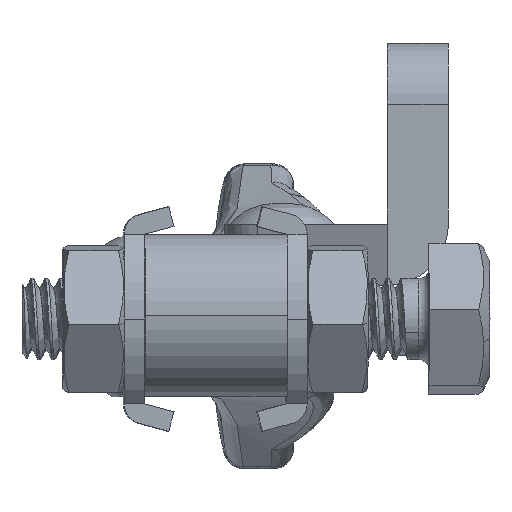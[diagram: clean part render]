
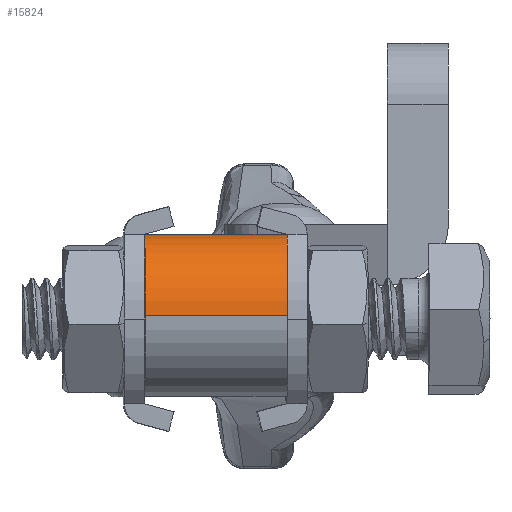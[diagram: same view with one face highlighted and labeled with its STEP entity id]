
A CAD part, left-side view. The second image highlights one B-rep face of the part: STEP entity #15824.
In plain terms, the highlighted cylindrical face has radius 4 mm (diameter 8.001 mm), a partial arc.
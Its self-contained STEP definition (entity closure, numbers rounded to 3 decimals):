
#15747 = EDGE_CURVE ( 'NONE', #15765, #15748, #26441, .T. ) ;
#15748 = VERTEX_POINT ( 'NONE', #26436 ) ;
#15749 = ORIENTED_EDGE ( 'NONE', *, *, #15750, .F. ) ;
#15750 = EDGE_CURVE ( 'NONE', #15751, #15748, #26435, .T. ) ;
#15751 = VERTEX_POINT ( 'NONE', #26431 ) ;
#15752 = ORIENTED_EDGE ( 'NONE', *, *, #15753, .T. ) ;
#15753 = EDGE_CURVE ( 'NONE', #15751, #15768, #26429, .T. ) ;
#15765 = VERTEX_POINT ( 'NONE', #26467 ) ;
#15767 = EDGE_CURVE ( 'NONE', #15768, #15765, #26466, .T. ) ;
#15768 = VERTEX_POINT ( 'NONE', #26462 ) ;
#15824 = ADVANCED_FACE ( 'NONE', ( #26548 ), #26549, .T. ) ;
#15825 = EDGE_LOOP ( 'NONE', ( #15826, #15827, #15749, #15752 ) ) ;
#15826 = ORIENTED_EDGE ( 'NONE', *, *, #15767, .T. ) ;
#15827 = ORIENTED_EDGE ( 'NONE', *, *, #15747, .T. ) ;
#26425 = DIRECTION ( 'NONE',  ( -1., 0., 0. ) ) ;
#26426 = DIRECTION ( 'NONE',  ( 0., 0., -1. ) ) ;
#26427 = CARTESIAN_POINT ( 'NONE',  ( -24.8, 0., 9.7 ) ) ;
#26428 = AXIS2_PLACEMENT_3D ( 'NONE', #26427, #26426, #26425 ) ;
#26429 = CIRCLE ( 'NONE', #26428, 4. ) ;
#26431 = CARTESIAN_POINT ( 'NONE',  ( -24.8, -4., 9.7 ) ) ;
#26432 = DIRECTION ( 'NONE',  ( 0., 0., -1. ) ) ;
#26433 = VECTOR ( 'NONE', #26432, 1000. ) ;
#26434 = CARTESIAN_POINT ( 'NONE',  ( -24.8, -4., 12.4 ) ) ;
#26435 = LINE ( 'NONE', #26434, #26433 ) ;
#26436 = CARTESIAN_POINT ( 'NONE',  ( -24.8, -4., 2.7 ) ) ;
#26437 = DIRECTION ( 'NONE',  ( 1., 0., 0. ) ) ;
#26438 = DIRECTION ( 'NONE',  ( 0., 0., 1. ) ) ;
#26439 = CARTESIAN_POINT ( 'NONE',  ( -24.8, 0., 2.7 ) ) ;
#26440 = AXIS2_PLACEMENT_3D ( 'NONE', #26439, #26438, #26437 ) ;
#26441 = CIRCLE ( 'NONE', #26440, 4. ) ;
#26462 = CARTESIAN_POINT ( 'NONE',  ( -28.8, 0., 9.7 ) ) ;
#26463 = DIRECTION ( 'NONE',  ( 0., 0., -1. ) ) ;
#26464 = VECTOR ( 'NONE', #26463, 1000. ) ;
#26465 = CARTESIAN_POINT ( 'NONE',  ( -28.8, 0., 12.4 ) ) ;
#26466 = LINE ( 'NONE', #26465, #26464 ) ;
#26467 = CARTESIAN_POINT ( 'NONE',  ( -28.8, 0., 2.7 ) ) ;
#26548 = FACE_OUTER_BOUND ( 'NONE', #15825, .T. ) ;
#26549 = CYLINDRICAL_SURFACE ( 'NONE', #26602, 4. ) ;
#26553 = CARTESIAN_POINT ( 'NONE',  ( -24.8, 0., 12.4 ) ) ;
#26600 = DIRECTION ( 'NONE',  ( -1., 0., 0. ) ) ;
#26601 = DIRECTION ( 'NONE',  ( 0., 0., -1. ) ) ;
#26602 = AXIS2_PLACEMENT_3D ( 'NONE', #26553, #26601, #26600 ) ;
